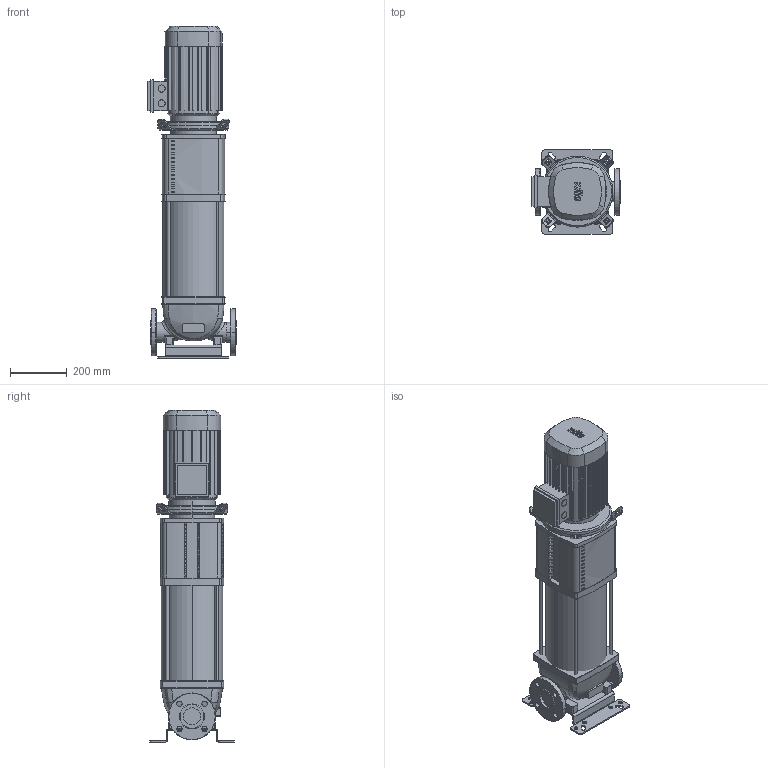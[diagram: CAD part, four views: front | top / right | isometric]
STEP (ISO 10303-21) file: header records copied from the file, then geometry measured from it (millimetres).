
FILE_DESCRIPTION((''),'2;1');
FILE_NAME('3d_HELIXV2205-2_16_V-4139779.stp','2016-08-24T08:59:03',(''),(''),'Mechanical Desktop 2009','Mechanical Desktop 2009',', , ');
FILE_SCHEMA(('CONFIG_CONTROL_DESIGN'));
Length unit declared in the file: millimetre
Products named in the file (1): Product
Bounding box: 310 x 296 x 1168.2 mm (x, y, z)
Volume: 37232565.4 mm3; surface area: 2120451.7 mm2
Topology: 18 solids, 18 shells, 1090 faces, 2922 edges, 1897 vertices
Faces by surface type: bspline 455, plane 348, cylinder 213, torus 42, cone 32
Entity records: 39654 total; most frequent: CARTESIAN_POINT 12787, ORIENTED_EDGE 5844, DIRECTION 4987, EDGE_CURVE 2922, VERTEX_POINT 1897, VECTOR 1837, LINE 1837, AXIS2_PLACEMENT_3D 1575
